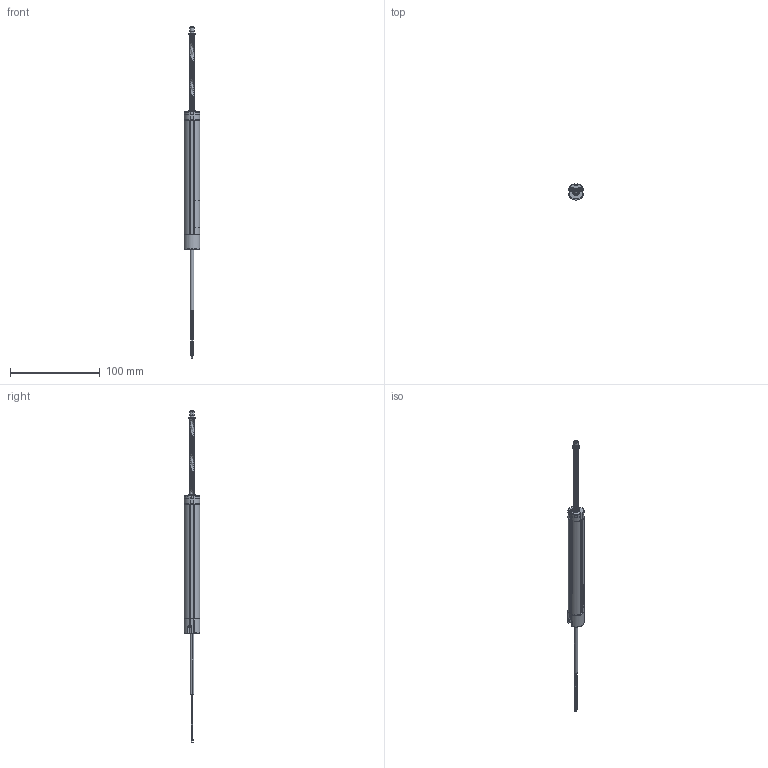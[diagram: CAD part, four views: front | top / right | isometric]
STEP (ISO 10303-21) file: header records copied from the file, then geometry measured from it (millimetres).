
FILE_DESCRIPTION (( 'STEP AP214' ), '1' );
FILE_NAME ('TEX-0100-421-002-302_retracted.STEP', '2014-07-07T09:31:51', ( 'dummy' ), ( 'Microsoft' ), 'SwSTEP 2.0', 'SolidWorks 2013', '' );
FILE_SCHEMA (( 'AUTOMOTIVE_DESIGN' ));
Length unit declared in the file: millimetre
Products named in the file (1): TEX-0100-421-002-302_retracted
Bounding box: 17.55 x 17.79 x 369.7 mm (x, y, z)
Surface area: 19688.5 mm2 (no closed solid volume)
Topology: 0 solids, 34 shells, 383 faces, 1436 edges, 1071 vertices
Faces by surface type: cylinder 168, plane 162, torus 19, cone 16, bspline 13, sphere 5
Entity records: 35388 total; most frequent: CARTESIAN_POINT 19138, DIRECTION 2631, ORIENTED_EDGE 2146, EDGE_CURVE 1434, VERTEX_POINT 1071, AXIS2_PLACEMENT_3D 915, LINE 801, VECTOR 801
